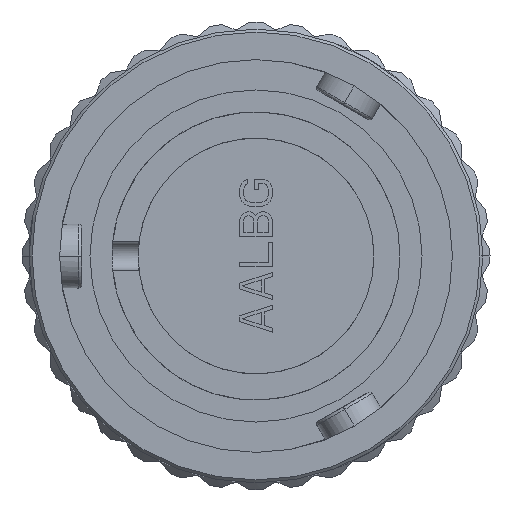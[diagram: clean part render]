
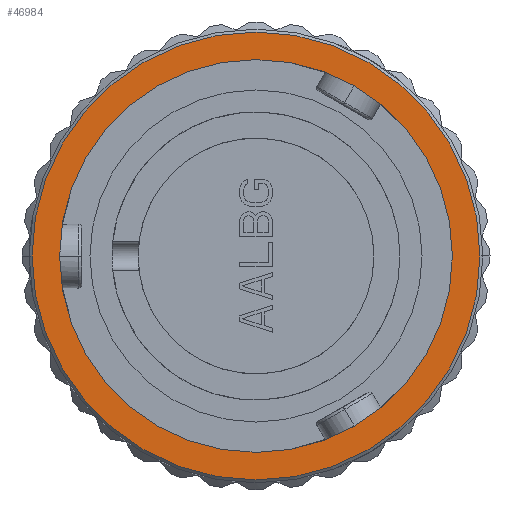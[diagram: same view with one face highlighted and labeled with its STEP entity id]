
A CAD part, left-side view. The second image highlights one B-rep face of the part: STEP entity #46984.
In plain terms, the highlighted planar face has unit normal (-1, 0, 0).
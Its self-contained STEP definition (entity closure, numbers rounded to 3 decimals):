
#2809=CARTESIAN_POINT('',(7.15,0.,0.));
#2810=DIRECTION('',(1.,0.,0.));
#2811=DIRECTION('',(0.,1.,0.));
#2812=AXIS2_PLACEMENT_3D('',#2809,#2810,#2811);
#2814=CARTESIAN_POINT('',(7.15,0.,0.));
#2815=DIRECTION('',(-1.,0.,0.));
#2816=DIRECTION('',(0.,1.,0.));
#2817=AXIS2_PLACEMENT_3D('',#2814,#2815,#2816);
#2819=CARTESIAN_POINT('',(7.15,0.,0.));
#2820=DIRECTION('',(1.,0.,0.));
#2821=DIRECTION('',(0.,1.,0.));
#2822=AXIS2_PLACEMENT_3D('',#2819,#2820,#2821);
#2824=CARTESIAN_POINT('',(7.15,0.,0.));
#2825=DIRECTION('',(-1.,0.,0.));
#2826=DIRECTION('',(0.,1.,0.));
#2827=AXIS2_PLACEMENT_3D('',#2824,#2825,#2826);
#41845=CARTESIAN_POINT('',(7.15,13.81,-0.001));
#41846=CARTESIAN_POINT('',(7.15,-13.81,0.001));
#41847=VERTEX_POINT('',#41845);
#41848=VERTEX_POINT('',#41846);
#42273=CARTESIAN_POINT('',(7.15,15.75,-0.001));
#42274=VERTEX_POINT('',#42273);
#42275=CARTESIAN_POINT('',(7.15,-15.75,0.001));
#42276=VERTEX_POINT('',#42275);
#46969=CARTESIAN_POINT('',(7.15,0.,0.));
#46970=DIRECTION('',(-1.,0.,0.));
#46971=DIRECTION('',(0.,-1.,0.));
#46972=AXIS2_PLACEMENT_3D('',#46969,#46970,#46971);
#46973=PLANE('894',#46972);
#46974=ORIENTED_EDGE('10358',*,*,#46955,.F.);
#46975=ORIENTED_EDGE('10360',*,*,#46937,.T.);
#46976=EDGE_LOOP('894',(#46974,#46975));
#46977=FACE_OUTER_BOUND('894',#46976,.F.);
#46979=ORIENTED_EDGE('10084',*,*,#46978,.F.);
#46981=ORIENTED_EDGE('10082',*,*,#46980,.T.);
#46982=EDGE_LOOP('894',(#46979,#46981));
#46983=FACE_BOUND('894',#46982,.F.);
#2813=CIRCLE('10360',#2812,15.75);
#2818=CIRCLE('10358',#2817,15.75);
#2823=CIRCLE('10084',#2822,13.81);
#2828=CIRCLE('10082',#2827,13.81);
#46937=EDGE_CURVE('10360',#42274,#42276,#2813,.T.);
#46955=EDGE_CURVE('10358',#42274,#42276,#2818,.T.);
#46978=EDGE_CURVE('10084',#41847,#41848,#2823,.T.);
#46980=EDGE_CURVE('10082',#41847,#41848,#2828,.T.);
#46984=ADVANCED_FACE('894',(#46977,#46983),#46973,.T.);
